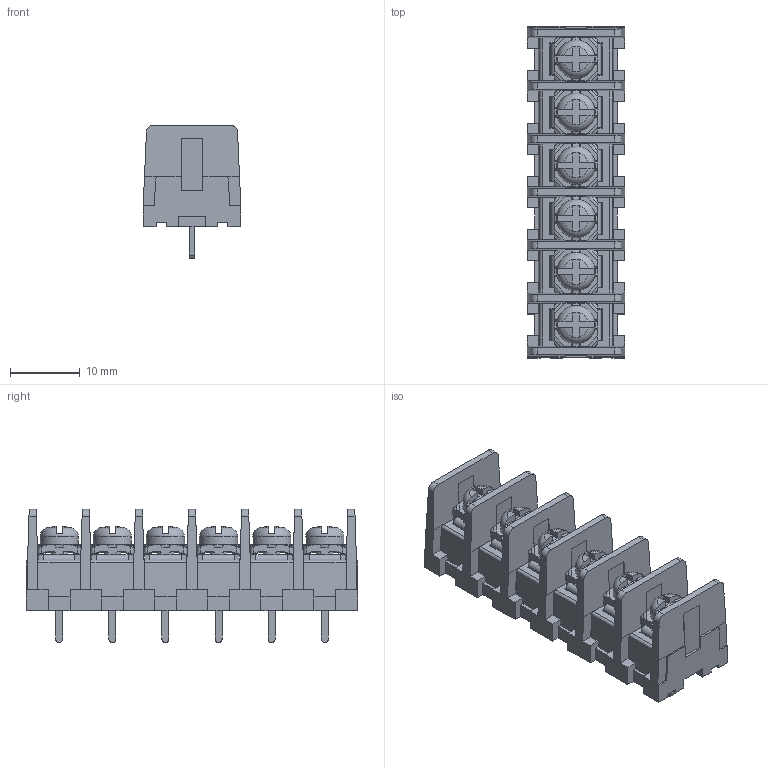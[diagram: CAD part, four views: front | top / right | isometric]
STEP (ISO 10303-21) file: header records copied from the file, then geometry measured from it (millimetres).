
FILE_DESCRIPTION(/* description */ (''),/* implementation_level */ '2;1');
FILE_NAME(/* name */ 'ML-40-S1BYF-6P_Shrinkwrap_1.stp',/* time_stamp */ '2016-10-24T15:37:46+09:00',/* author */ ('GIJUTSU'),/* organization */ (''),/* preprocessor_version */ 'ST-DEVELOPER v16.5',/* originating_system */ 'Autodesk Inventor 2017',/* authorisation */ '');
FILE_SCHEMA (('AUTOMOTIVE_DESIGN { 1 0 10303 214 3 1 1 }'));
Length unit declared in the file: millimetre
Products named in the file (1): ML-40-S1BYF-6P_Shrinkwrap_1
Bounding box: 14 x 47.62 x 19.1 mm (x, y, z)
Volume: 4511.7 mm3; surface area: 7338.2 mm2
Topology: 13 solids, 13 shells, 1467 faces, 4066 edges, 2594 vertices
Faces by surface type: plane 987, cylinder 336, bspline 96, sphere 24, torus 18, cone 6
Full cylindrical faces by diameter (mm): 2.46 x12, 2.6 x6, 3 x6, 3.2 x6, 5.5 x6
Entity records: 49798 total; most frequent: CARTESIAN_POINT 10588, ORIENTED_EDGE 7952, DIRECTION 7794, EDGE_CURVE 3976, LINE 2830, VECTOR 2830, VERTEX_POINT 2564, AXIS2_PLACEMENT_3D 2482
